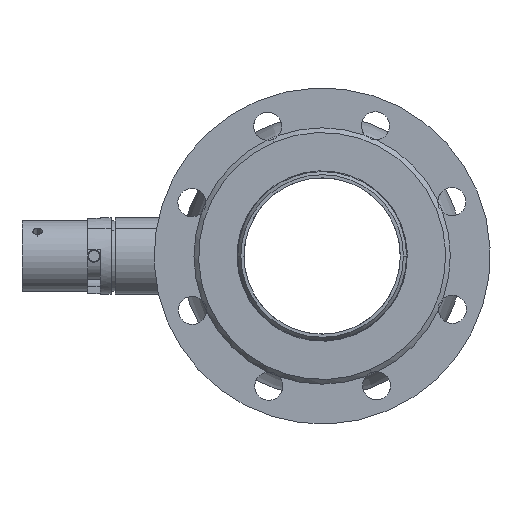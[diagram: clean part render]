
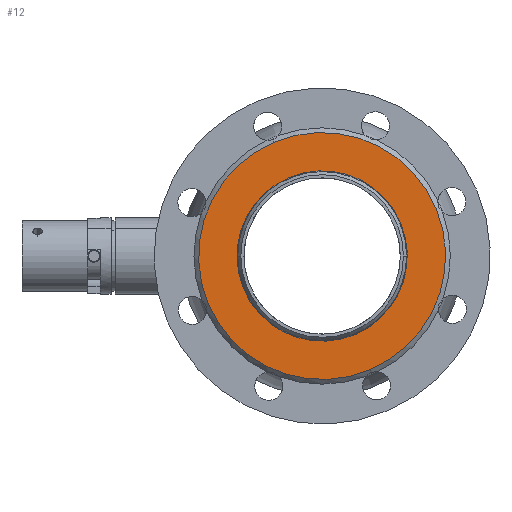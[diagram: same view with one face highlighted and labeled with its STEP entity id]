
A CAD part, left-side view. The second image highlights one B-rep face of the part: STEP entity #12.
In plain terms, the highlighted face is planar.
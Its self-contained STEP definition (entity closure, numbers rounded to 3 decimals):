
#7 = VERTEX_POINT ( 'NONE', #271 ) ;
#12 = ADVANCED_FACE ( 'NONE', ( #307, #2553 ), #6366, .T. ) ;
#271 = CARTESIAN_POINT ( 'NONE',  ( -79., 0., 26. ) ) ;
#307 = FACE_OUTER_BOUND ( 'NONE', #2889, .T. ) ;
#439 = CARTESIAN_POINT ( 'NONE',  ( 79., 0., 26. ) ) ;
#643 = VERTEX_POINT ( 'NONE', #1513 ) ;
#696 = DIRECTION ( 'NONE',  ( 1., 0., 0. ) ) ;
#1066 = CARTESIAN_POINT ( 'NONE',  ( 0., 0., 26. ) ) ;
#1081 = CIRCLE ( 'NONE', #5164, 79. ) ;
#1240 = DIRECTION ( 'NONE',  ( 1., 0., 0. ) ) ;
#1307 = DIRECTION ( 'NONE',  ( 0., 0., 1. ) ) ;
#1327 = EDGE_CURVE ( 'NONE', #2224, #643, #6587, .T. ) ;
#1486 = AXIS2_PLACEMENT_3D ( 'NONE', #5582, #4496, #696 ) ;
#1513 = CARTESIAN_POINT ( 'NONE',  ( 54.5, 0., 26. ) ) ;
#1606 = DIRECTION ( 'NONE',  ( 0., 0., 1. ) ) ;
#2224 = VERTEX_POINT ( 'NONE', #6231 ) ;
#2291 = CARTESIAN_POINT ( 'NONE',  ( 0., 0., 26. ) ) ;
#2553 = FACE_BOUND ( 'NONE', #4680, .T. ) ;
#2728 = DIRECTION ( 'NONE',  ( 1., 0., 0. ) ) ;
#2858 = AXIS2_PLACEMENT_3D ( 'NONE', #6978, #1307, #4155 ) ;
#2883 = DIRECTION ( 'NONE',  ( 0., 0., 1. ) ) ;
#2889 = EDGE_LOOP ( 'NONE', ( #5993, #4503 ) ) ;
#3003 = VERTEX_POINT ( 'NONE', #439 ) ;
#3692 = ORIENTED_EDGE ( 'NONE', *, *, #4685, .F. ) ;
#4084 = DIRECTION ( 'NONE',  ( 0., 0., 1. ) ) ;
#4116 = CARTESIAN_POINT ( 'NONE',  ( 0., 0., 26. ) ) ;
#4155 = DIRECTION ( 'NONE',  ( 1., 0., 0. ) ) ;
#4496 = DIRECTION ( 'NONE',  ( 0., 0., 1. ) ) ;
#4503 = ORIENTED_EDGE ( 'NONE', *, *, #4678, .T. ) ;
#4678 = EDGE_CURVE ( 'NONE', #3003, #7, #5586, .T. ) ;
#4680 = EDGE_LOOP ( 'NONE', ( #6463, #3692 ) ) ;
#4685 = EDGE_CURVE ( 'NONE', #643, #2224, #5465, .T. ) ;
#5022 = AXIS2_PLACEMENT_3D ( 'NONE', #1066, #4084, #1240 ) ;
#5164 = AXIS2_PLACEMENT_3D ( 'NONE', #2291, #1606, #2728 ) ;
#5465 = CIRCLE ( 'NONE', #5813, 54.5 ) ;
#5582 = CARTESIAN_POINT ( 'NONE',  ( 0., 0., 26. ) ) ;
#5586 = CIRCLE ( 'NONE', #5022, 79. ) ;
#5813 = AXIS2_PLACEMENT_3D ( 'NONE', #4116, #2883, #6365 ) ;
#5993 = ORIENTED_EDGE ( 'NONE', *, *, #6490, .T. ) ;
#6231 = CARTESIAN_POINT ( 'NONE',  ( -54.5, 0., 26. ) ) ;
#6365 = DIRECTION ( 'NONE',  ( 1., 0., 0. ) ) ;
#6366 = PLANE ( 'NONE',  #2858 ) ;
#6463 = ORIENTED_EDGE ( 'NONE', *, *, #1327, .F. ) ;
#6490 = EDGE_CURVE ( 'NONE', #7, #3003, #1081, .T. ) ;
#6587 = CIRCLE ( 'NONE', #1486, 54.5 ) ;
#6978 = CARTESIAN_POINT ( 'NONE',  ( 0., 0., 26. ) ) ;
